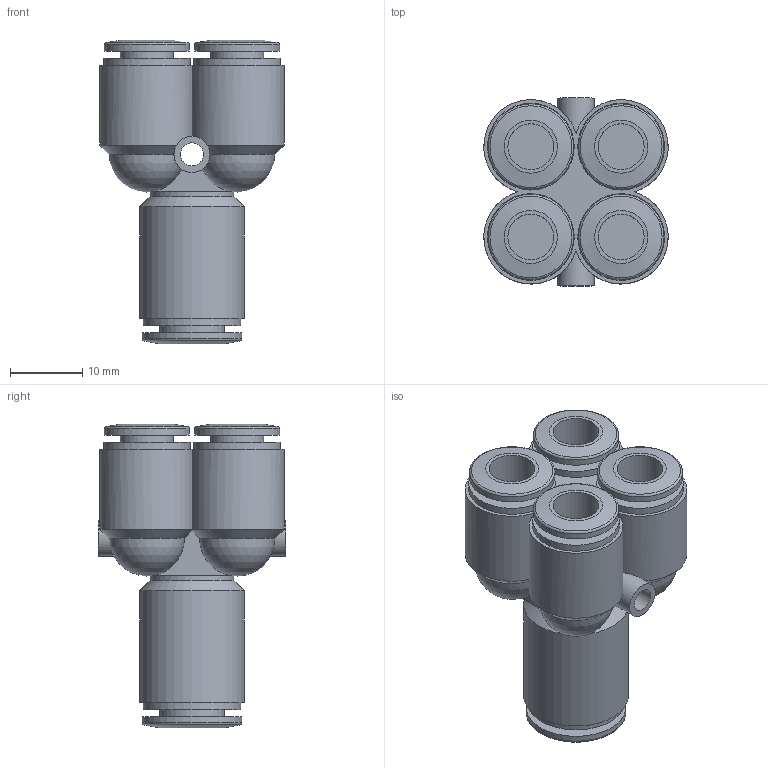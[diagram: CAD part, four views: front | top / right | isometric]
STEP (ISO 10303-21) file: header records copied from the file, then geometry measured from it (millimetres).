
FILE_DESCRIPTION(/* description */ ('STEP AP214'),/* implementation_level */ '2;1');
FILE_NAME(/* name */ '153816_QSQ-5_16T-1_4-U',/* time_stamp */ '2024-09-14T15:20:30+02:00',/* author */ ('License CC BY-ND 4.0'),/* organization */ ('CADENAS'),/* preprocessor_version */ 'ST-DEVELOPER v19.3',/* originating_system */ 'PARTsolutions',/* authorisation */ ' ');
FILE_SCHEMA (('AUTOMOTIVE_DESIGN {1 0 10303 214 3 1 1}'));
Length unit declared in the file: millimetre
Products named in the file (1): 153816 QSQ-5/16T-1/4-U
Bounding box: 25.48 x 26 x 42 mm (x, y, z)
Volume: 9762.5 mm3; surface area: 6914.3 mm2
Topology: 1 solids, 1 shells, 77 faces, 159 edges, 101 vertices
Faces by surface type: cylinder 29, plane 29, cone 10, torus 5, sphere 4
Full cylindrical faces by diameter (mm): 3.2 x1, 5 x2, 6.35 x4, 7.35 x4, 7.938 x1, 8.938 x1, 11.6 x1, 11.8 x4, 12 x4, 13.5 x1, 13.8 x1, 14.5 x1
Entity records: 1846 total; most frequent: CARTESIAN_POINT 352, DIRECTION 332, ORIENTED_EDGE 220, AXIS2_PLACEMENT_3D 162, EDGE_LOOP 136, FACE_BOUND 136, EDGE_CURVE 110, VERTEX_POINT 92
